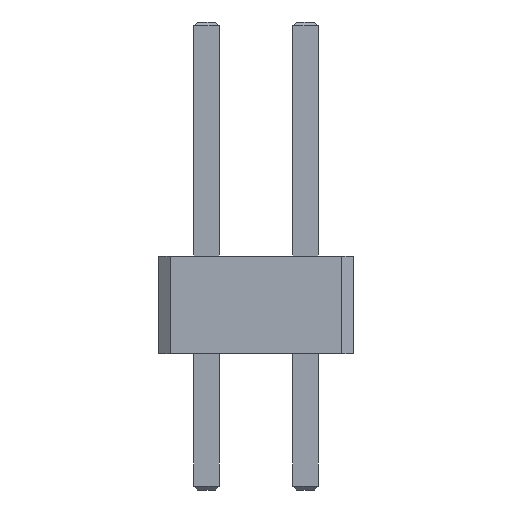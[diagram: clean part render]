
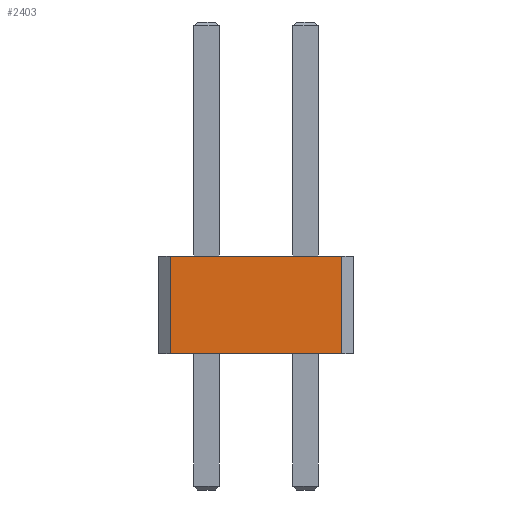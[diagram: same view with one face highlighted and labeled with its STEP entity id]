
A CAD part, left-side view. The second image highlights one B-rep face of the part: STEP entity #2403.
In plain terms, the highlighted planar face has unit normal (-1, 0, 0).
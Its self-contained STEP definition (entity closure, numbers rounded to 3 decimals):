
#177=FACE_OUTER_BOUND('',#314,.T.);
#314=EDGE_LOOP('',(#1990,#1991,#1992,#1993));
#623=LINE('',#3745,#944);
#624=LINE('',#3748,#945);
#625=LINE('',#3750,#946);
#626=LINE('',#3751,#947);
#944=VECTOR('',#3097,10.);
#945=VECTOR('',#3100,10.);
#946=VECTOR('',#3101,10.);
#947=VECTOR('',#3102,10.);
#1155=VERTEX_POINT('',#3741);
#1156=VERTEX_POINT('',#3743);
#1157=VERTEX_POINT('',#3747);
#1158=VERTEX_POINT('',#3749);
#1463=EDGE_CURVE('',#1155,#1156,#623,.T.);
#1464=EDGE_CURVE('',#1155,#1157,#624,.T.);
#1465=EDGE_CURVE('',#1158,#1156,#625,.T.);
#1466=EDGE_CURVE('',#1157,#1158,#626,.T.);
#1990=ORIENTED_EDGE('',*,*,#1464,.F.);
#1991=ORIENTED_EDGE('',*,*,#1463,.T.);
#1992=ORIENTED_EDGE('',*,*,#1465,.F.);
#1993=ORIENTED_EDGE('',*,*,#1466,.F.);
#2266=PLANE('',#2554);
#2403=ADVANCED_FACE('',(#177),#2266,.T.);
#2554=AXIS2_PLACEMENT_3D('',#3746,#3098,#3099);
#3097=DIRECTION('',(0.,0.,1.));
#3098=DIRECTION('center_axis',(-1.,0.,0.));
#3099=DIRECTION('ref_axis',(0.,-1.,0.));
#3100=DIRECTION('',(0.,1.,0.));
#3101=DIRECTION('',(0.,-1.,0.));
#3102=DIRECTION('',(0.,0.,1.));
#3741=CARTESIAN_POINT('',(-2.54,-2.2,0.));
#3743=CARTESIAN_POINT('',(-2.54,-2.2,2.5));
#3745=CARTESIAN_POINT('',(-2.54,-2.2,0.));
#3746=CARTESIAN_POINT('Origin',(-2.54,2.2,0.));
#3747=CARTESIAN_POINT('',(-2.54,2.2,0.));
#3748=CARTESIAN_POINT('',(-2.54,1.27,0.));
#3749=CARTESIAN_POINT('',(-2.54,2.2,2.5));
#3750=CARTESIAN_POINT('',(-2.54,1.27,2.5));
#3751=CARTESIAN_POINT('',(-2.54,2.2,0.));
